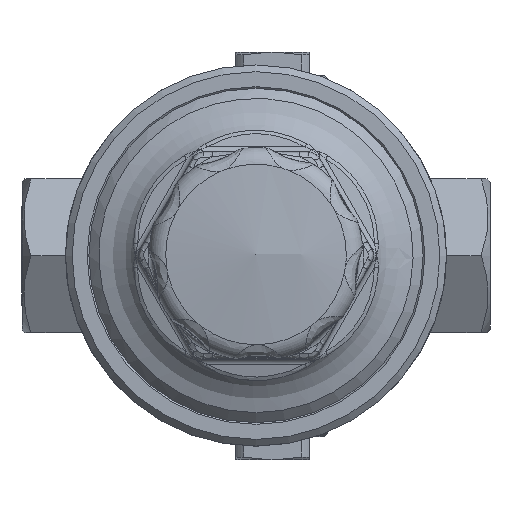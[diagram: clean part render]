
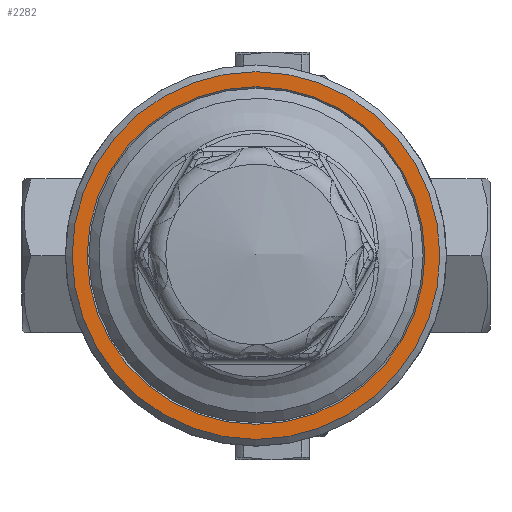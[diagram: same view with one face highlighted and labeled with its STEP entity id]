
A CAD part, top view. The second image highlights one B-rep face of the part: STEP entity #2282.
In plain terms, the highlighted planar face has unit normal (0, 0, 1).
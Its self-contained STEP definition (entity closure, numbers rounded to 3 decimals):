
#2248=CARTESIAN_POINT('',(0.,-25.25,-1.));
#2249=VERTEX_POINT('',#2248);
#2250=CARTESIAN_POINT('',(0.,0.,-1.));
#2251=DIRECTION('',(0.0,0.0,1.0));
#2252=DIRECTION('',(0.0,-1.0,0.0));
#2253=AXIS2_PLACEMENT_3D('',#2250,#2251,#2252);
#2254=CIRCLE('',#2253,25.25);
#2255=EDGE_CURVE('',#2249,#2249,#2254,.T.);
#2263=CARTESIAN_POINT('',(0.,-26.375,-1.0));
#2264=DIRECTION('',(0.0,0.0,-1.0));
#2265=DIRECTION('',(-1.0,0.0,0.0));
#2266=AXIS2_PLACEMENT_3D('',#2263,#2264,#2265);
#2267=PLANE('',#2266);
#2268=CARTESIAN_POINT('',(0.,-27.5,-1.0));
#2269=VERTEX_POINT('',#2268);
#2270=CARTESIAN_POINT('',(0.,0.,-1.));
#2271=DIRECTION('',(0.0,0.0,1.0));
#2272=DIRECTION('',(0.0,-1.0,0.0));
#2273=AXIS2_PLACEMENT_3D('',#2270,#2271,#2272);
#2274=CIRCLE('',#2273,27.5);
#2275=EDGE_CURVE('',#2269,#2269,#2274,.T.);
#2276=ORIENTED_EDGE('',*,*,#2275,.T.);
#2277=EDGE_LOOP('',(#2276));
#2278=FACE_OUTER_BOUND('',#2277,.T.);
#2279=ORIENTED_EDGE('',*,*,#2255,.F.);
#2280=EDGE_LOOP('',(#2279));
#2281=FACE_BOUND('',#2280,.T.);
#2282=ADVANCED_FACE('',(#2278,#2281),#2267,.F.);
